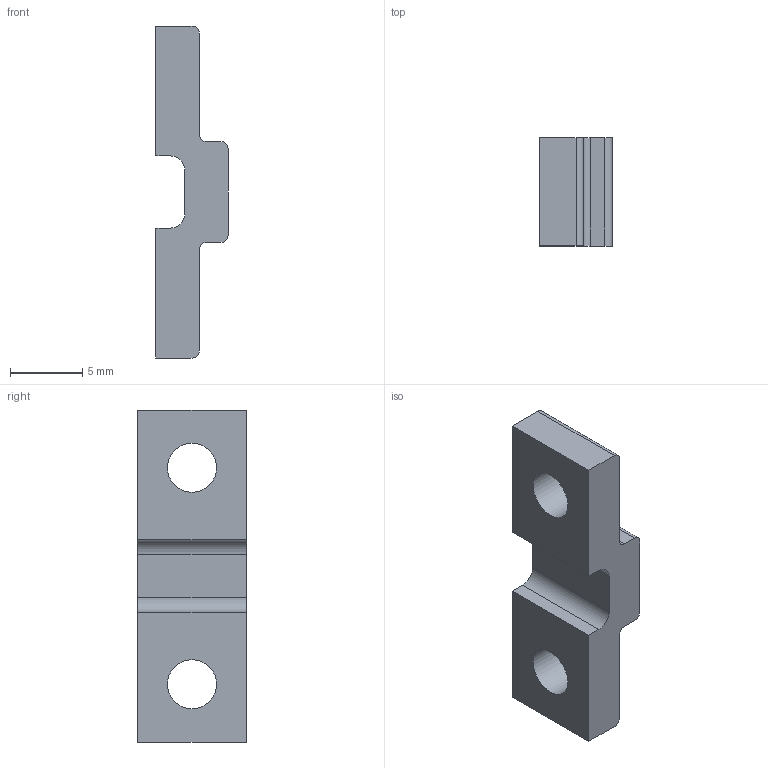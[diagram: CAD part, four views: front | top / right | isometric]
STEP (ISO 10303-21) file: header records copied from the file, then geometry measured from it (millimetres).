
FILE_DESCRIPTION( ( '' ), ' ' );
FILE_NAME( '5a81b5180128b90fd7772708.step', '2018-02-12T15:39:05', ( '' ), ( '' ), ' ', ' ', ' ' );
FILE_SCHEMA( ( 'AUTOMOTIVE_DESIGN { 1 0 10303 214 1 1 1 1 }' ) );
Length unit declared in the file: metre
Products named in the file (1): hook
Bounding box: 5 x 7.5 x 23 mm (x, y, z)
Volume: 495.4 mm3; surface area: 608.3 mm2
Topology: 1 solids, 1 shells, 24 faces, 67 edges, 45 vertices
Faces by surface type: plane 14, cylinder 10
Full cylindrical faces by diameter (mm): 3.4 x2
Entity records: 976 total; most frequent: DIRECTION 134, CARTESIAN_POINT 133, ORIENTED_EDGE 128, EDGE_CURVE 64, AXIS2_PLACEMENT_3D 45, VERTEX_POINT 44, LINE 44, VECTOR 44
